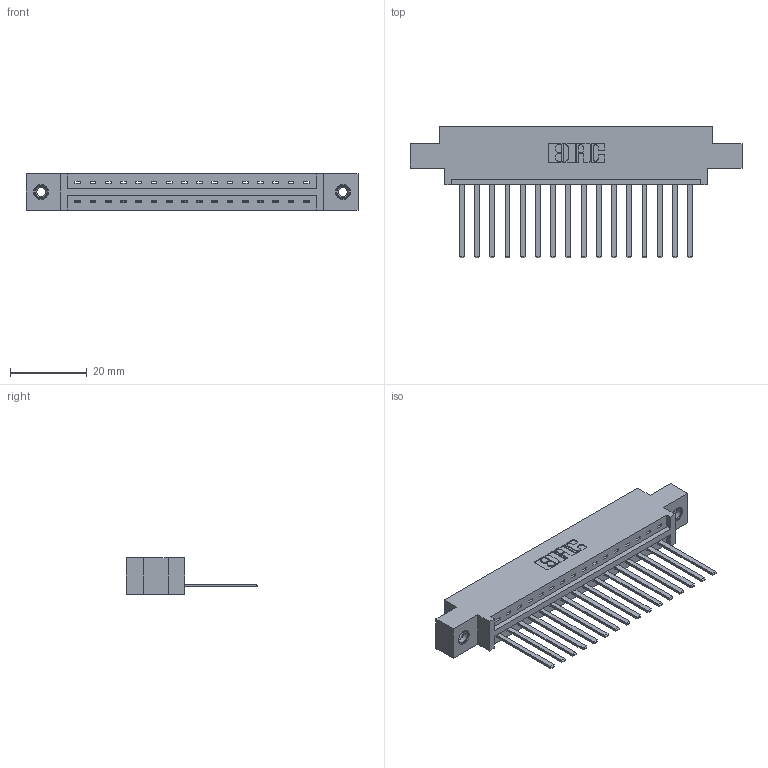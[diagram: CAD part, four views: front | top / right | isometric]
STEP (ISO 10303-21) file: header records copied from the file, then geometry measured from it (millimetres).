
FILE_DESCRIPTION (( 'STEP AP203' ), '1' );
FILE_NAME ('337-016-544-608.STEP', '2018-08-04T20:02:35', ( '' ), ( '' ), 'SwSTEP 2.0', 'SolidWorks 2016', '' );
FILE_SCHEMA (( 'CONFIG_CONTROL_DESIGN' ));
Length unit declared in the file: inch
Products named in the file (4): 337-016-544-608; 337 Part_0.170 Offset - 0.156 Dia-TI; 345-292-001_345-293-144; 345-250-001_345-250-003-102
Assembly tree (19 placements, depth 2):
  337-016-544-608
    337 Part_0.170 Offset - 0.156 Dia-TI
    345-292-001_345-293-144  x16
    345-250-001_345-250-003-102  x2
Bounding box: 86.41 x 34.3 x 9.4 mm (x, y, z)
Volume: 8716.9 mm3; surface area: 9599 mm2
Topology: 19 solids, 19 shells, 1074 faces, 3179 edges, 2090 vertices
Faces by surface type: plane 778, cylinder 280, cone 12, torus 4
Entity records: 16390 total; most frequent: CARTESIAN_POINT 2833, ORIENTED_EDGE 2778, DIRECTION 2467, EDGE_CURVE 1389, LINE 1245, VECTOR 1245, VERTEX_POINT 920, AXIS2_PLACEMENT_3D 611
